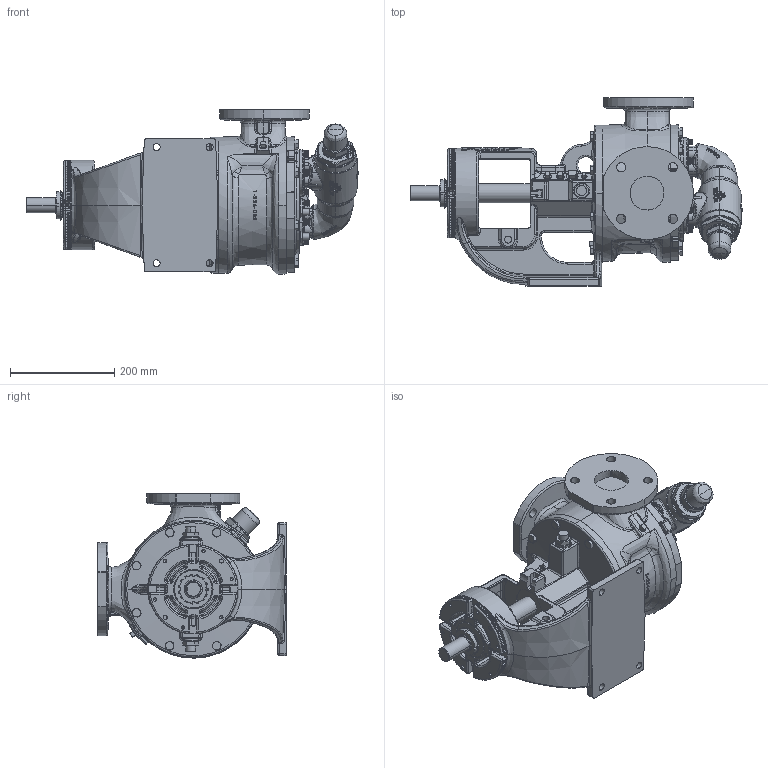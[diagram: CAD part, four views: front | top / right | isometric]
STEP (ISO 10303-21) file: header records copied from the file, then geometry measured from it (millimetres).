
FILE_DESCRIPTION (( 'STEP AP214' ), '1' );
FILE_NAME ('LQ124E.STEP', '2018-01-30T18:00:40', ( '' ), ( '' ), 'SwSTEP 2.0', 'SolidWorks 2017', '' );
FILE_SCHEMA (( 'AUTOMOTIVE_DESIGN' ));
Length unit declared in the file: inch
Products named in the file (2): LQ124E
Bounding box: 635.71 x 360.43 x 314.79 mm (x, y, z)
Volume: 14981071 mm3; surface area: 904768.1 mm2
Topology: 1 solids, 1 shells, 4488 faces, 11666 edges, 7200 vertices
Faces by surface type: plane 1446, bspline 1319, cylinder 853, cone 852, torus 18
Entity records: 301514 total; most frequent: CARTESIAN_POINT 167759, ORIENTED_EDGE 23052, DIRECTION 17257, EDGE_CURVE 11526, VERTEX_POINT 7200, AXIS2_PLACEMENT_3D 6787, EDGE_LOOP 4726, FACE_OUTER_BOUND 4488
